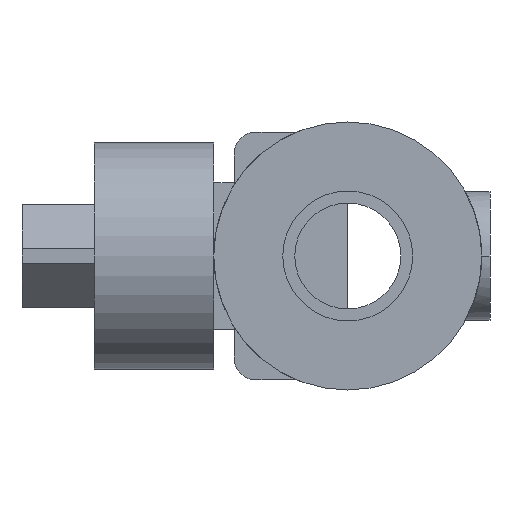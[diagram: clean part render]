
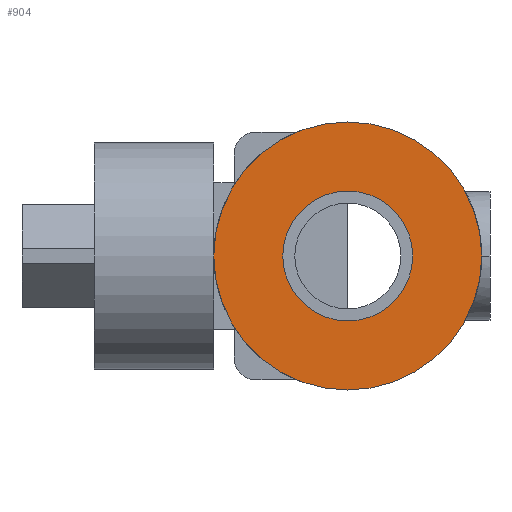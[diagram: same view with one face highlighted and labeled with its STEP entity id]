
A CAD part, left-side view. The second image highlights one B-rep face of the part: STEP entity #904.
In plain terms, the highlighted planar face has unit normal (-1, 0, 0).
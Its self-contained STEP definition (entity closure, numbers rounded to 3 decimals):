
#109 = VERTEX_POINT ( 'NONE', #1436 ) ;
#150 = CARTESIAN_POINT ( 'NONE',  ( -47.5, 0., 65. ) ) ;
#197 = EDGE_CURVE ( 'NONE', #669, #1431, #1470, .T. ) ;
#272 = DIRECTION ( 'NONE',  ( -1., 0., 0. ) ) ;
#324 = AXIS2_PLACEMENT_3D ( 'NONE', #667, #854, #1724 ) ;
#367 = DIRECTION ( 'NONE',  ( 0., 0., 1. ) ) ;
#392 = DIRECTION ( 'NONE',  ( 0., 0., 1. ) ) ;
#612 = CIRCLE ( 'NONE', #1283, 31.5 ) ;
#623 = CARTESIAN_POINT ( 'NONE',  ( -47.5, 0., 0. ) ) ;
#667 = CARTESIAN_POINT ( 'NONE',  ( -47.5, 0., 0. ) ) ;
#669 = VERTEX_POINT ( 'NONE', #150 ) ;
#678 = EDGE_CURVE ( 'NONE', #823, #109, #612, .T. ) ;
#723 = EDGE_CURVE ( 'NONE', #109, #823, #1788, .T. ) ;
#769 = DIRECTION ( 'NONE',  ( -1., 0., 0. ) ) ;
#823 = VERTEX_POINT ( 'NONE', #971 ) ;
#854 = DIRECTION ( 'NONE',  ( -1., 0., 0. ) ) ;
#904 = ADVANCED_FACE ( 'NONE', ( #1429, #949 ), #1708, .T. ) ;
#908 = DIRECTION ( 'NONE',  ( 0., 0., 1. ) ) ;
#926 = AXIS2_PLACEMENT_3D ( 'NONE', #1387, #272, #1077 ) ;
#949 = FACE_BOUND ( 'NONE', #1046, .T. ) ;
#961 = ORIENTED_EDGE ( 'NONE', *, *, #678, .F. ) ;
#971 = CARTESIAN_POINT ( 'NONE',  ( -47.5, 0., 31.5 ) ) ;
#1029 = DIRECTION ( 'NONE',  ( -1., 0., 0. ) ) ;
#1046 = EDGE_LOOP ( 'NONE', ( #961, #1691 ) ) ;
#1077 = DIRECTION ( 'NONE',  ( 0., 0., 1. ) ) ;
#1094 = CIRCLE ( 'NONE', #324, 65. ) ;
#1209 = EDGE_LOOP ( 'NONE', ( #1872, #1407 ) ) ;
#1282 = DIRECTION ( 'NONE',  ( -1., 0., 0. ) ) ;
#1283 = AXIS2_PLACEMENT_3D ( 'NONE', #623, #769, #908 ) ;
#1375 = CARTESIAN_POINT ( 'NONE',  ( -47.5, 0., -65. ) ) ;
#1387 = CARTESIAN_POINT ( 'NONE',  ( -47.5, 0., 0. ) ) ;
#1407 = ORIENTED_EDGE ( 'NONE', *, *, #1629, .T. ) ;
#1429 = FACE_OUTER_BOUND ( 'NONE', #1209, .T. ) ;
#1431 = VERTEX_POINT ( 'NONE', #1375 ) ;
#1436 = CARTESIAN_POINT ( 'NONE',  ( -47.5, 0., -31.5 ) ) ;
#1470 = CIRCLE ( 'NONE', #1985, 65. ) ;
#1629 = EDGE_CURVE ( 'NONE', #1431, #669, #1094, .T. ) ;
#1691 = ORIENTED_EDGE ( 'NONE', *, *, #723, .F. ) ;
#1708 = PLANE ( 'NONE',  #1914 ) ;
#1724 = DIRECTION ( 'NONE',  ( 0., 0., 1. ) ) ;
#1735 = CARTESIAN_POINT ( 'NONE',  ( -47.5, 0., 0. ) ) ;
#1788 = CIRCLE ( 'NONE', #926, 31.5 ) ;
#1872 = ORIENTED_EDGE ( 'NONE', *, *, #197, .T. ) ;
#1914 = AXIS2_PLACEMENT_3D ( 'NONE', #1735, #1282, #367 ) ;
#1916 = CARTESIAN_POINT ( 'NONE',  ( -47.5, 0., 0. ) ) ;
#1985 = AXIS2_PLACEMENT_3D ( 'NONE', #1916, #1029, #392 ) ;
